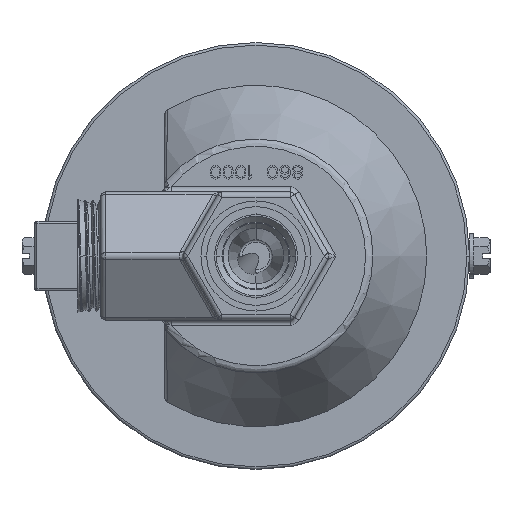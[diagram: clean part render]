
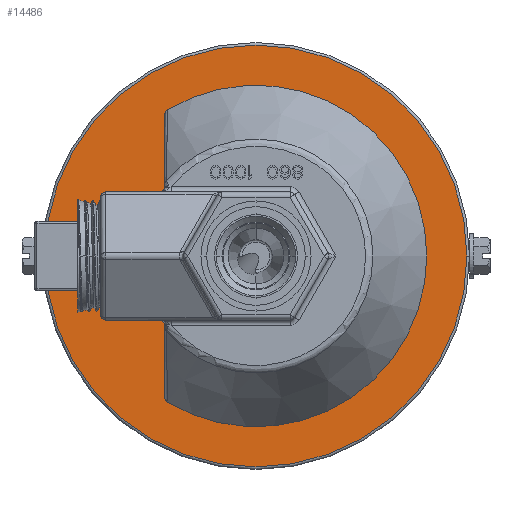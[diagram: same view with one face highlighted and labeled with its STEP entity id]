
A CAD part, front view. The second image highlights one B-rep face of the part: STEP entity #14486.
In plain terms, the highlighted planar face has unit normal (0, -1, 0).
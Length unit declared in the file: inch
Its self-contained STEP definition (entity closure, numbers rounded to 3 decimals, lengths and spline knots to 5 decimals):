
#1103=DIRECTION('',(-1.,0.,0.));
#1104=VECTOR('',#1103,0.63);
#1105=CARTESIAN_POINT('',(-1.13,1.14088,-0.75));
#1106=LINE('',#1105,#1104);
#1185=CARTESIAN_POINT('',(-1.07,1.14088,1.64488));
#1186=CARTESIAN_POINT('',(-1.07,1.14088,1.65503));
#1187=CARTESIAN_POINT('',(-1.06657,1.14088,1.67334));
#1188=CARTESIAN_POINT('',(-1.05518,1.14088,1.69471));
#1189=CARTESIAN_POINT('',(-1.0438,1.14088,1.70545));
#1190=CARTESIAN_POINT('',(-1.03695,1.14088,1.7096));
#1459=DIRECTION('',(0.,0.,1.));
#1460=VECTOR('',#1459,1.38);
#1461=CARTESIAN_POINT('',(-1.82,1.14088,-0.69));
#1462=LINE('',#1461,#1460);
#1528=CARTESIAN_POINT('',(0.,1.14088,0.));
#1529=DIRECTION('',(0.,1.,0.));
#1530=DIRECTION('',(-1.,0.,0.));
#1531=AXIS2_PLACEMENT_3D('',#1528,#1529,#1530);
#1533=CARTESIAN_POINT('',(0.,1.14088,0.));
#1534=DIRECTION('',(0.,1.,0.));
#1535=DIRECTION('',(1.,0.,0.));
#1536=AXIS2_PLACEMENT_3D('',#1533,#1534,#1535);
#1538=CARTESIAN_POINT('',(-1.76,1.14088,-0.69));
#1539=DIRECTION('',(0.,-1.,0.));
#1540=DIRECTION('',(-1.,0.,0.));
#1541=AXIS2_PLACEMENT_3D('',#1538,#1539,#1540);
#1543=CARTESIAN_POINT('',(-1.13,1.14088,-0.81));
#1544=DIRECTION('',(0.,1.,0.));
#1545=DIRECTION('',(0.,0.,1.));
#1546=AXIS2_PLACEMENT_3D('',#1543,#1544,#1545);
#1548=CARTESIAN_POINT('',(0.,1.14088,0.));
#1549=DIRECTION('',(0.,-1.,0.));
#1550=DIRECTION('',(-0.519,0.,-0.855));
#1551=AXIS2_PLACEMENT_3D('',#1548,#1549,#1550);
#1553=CARTESIAN_POINT('',(0.,1.14088,0.));
#1554=DIRECTION('',(0.,-1.,0.));
#1555=DIRECTION('',(1.,0.,0.));
#1556=AXIS2_PLACEMENT_3D('',#1553,#1554,#1555);
#1558=CARTESIAN_POINT('',(-1.13,1.14088,0.81));
#1559=DIRECTION('',(0.,1.,0.));
#1560=DIRECTION('',(1.,0.,0.));
#1561=AXIS2_PLACEMENT_3D('',#1558,#1559,#1560);
#1563=CARTESIAN_POINT('',(-1.76,1.14088,0.69));
#1564=DIRECTION('',(0.,-1.,0.));
#1565=DIRECTION('',(0.,0.,1.));
#1566=AXIS2_PLACEMENT_3D('',#1563,#1564,#1565);
#7289=DIRECTION('',(0.,0.,1.));
#7290=VECTOR('',#7289,0.83488);
#7291=CARTESIAN_POINT('',(-1.07,1.14088,
-1.64488));
#7292=LINE('',#7291,#7290);
#7307=CARTESIAN_POINT('',(-1.03695,1.14088,
-1.7096));
#7308=CARTESIAN_POINT('',(-1.04197,1.14088,
-1.70656));
#7309=CARTESIAN_POINT('',(-1.05084,1.14088,
-1.69907));
#7310=CARTESIAN_POINT('',(-1.06107,1.14088,
-1.68454));
#7311=CARTESIAN_POINT('',(-1.06815,1.14088,
-1.66631));
#7312=CARTESIAN_POINT('',(-1.07,1.14088,
-1.65236));
#7313=CARTESIAN_POINT('',(-1.07,1.14088,
-1.64488));
#7348=DIRECTION('',(0.,0.,1.));
#7349=VECTOR('',#7348,0.83488);
#7350=CARTESIAN_POINT('',(-1.07,1.14088,0.81));
#7351=LINE('',#7350,#7349);
#7371=DIRECTION('',(1.,0.,0.));
#7372=VECTOR('',#7371,0.63);
#7373=CARTESIAN_POINT('',(-1.76,1.14088,0.75));
#7374=LINE('',#7373,#7372);
#11167=CARTESIAN_POINT('',(-2.47,1.14088,0.));
#11168=VERTEX_POINT('',#11167);
#11169=CARTESIAN_POINT('',(2.47,1.14088,0.));
#11170=VERTEX_POINT('',#11169);
#11171=CARTESIAN_POINT('',(-1.13,1.14088,-0.75));
#11172=CARTESIAN_POINT('',(-1.76,1.14088,-0.75));
#11173=VERTEX_POINT('',#11171);
#11174=VERTEX_POINT('',#11172);
#11175=CARTESIAN_POINT('',(-1.07,1.14088,-0.81));
#11176=VERTEX_POINT('',#11175);
#11177=CARTESIAN_POINT('',(-1.07,1.14088,
-1.64488));
#11178=VERTEX_POINT('',#11177);
#11179=CARTESIAN_POINT('',(-1.03695,1.14088,
-1.7096));
#11180=CARTESIAN_POINT('',(1.9995,1.14088,0.));
#11181=VERTEX_POINT('',#11179);
#11182=VERTEX_POINT('',#11180);
#11183=CARTESIAN_POINT('',(-1.03695,1.14088,
1.7096));
#11184=VERTEX_POINT('',#11183);
#11185=CARTESIAN_POINT('',(-1.07,1.14088,0.81));
#11186=CARTESIAN_POINT('',(-1.07,1.14088,
1.64488));
#11187=VERTEX_POINT('',#11185);
#11188=VERTEX_POINT('',#11186);
#11189=CARTESIAN_POINT('',(-1.13,1.14088,0.75));
#11190=VERTEX_POINT('',#11189);
#11191=CARTESIAN_POINT('',(-1.76,1.14088,0.75));
#11192=VERTEX_POINT('',#11191);
#11197=CARTESIAN_POINT('',(-1.82,1.14088,-0.69));
#11198=VERTEX_POINT('',#11197);
#11199=CARTESIAN_POINT('',(-1.82,1.14088,0.69));
#11200=VERTEX_POINT('',#11199);
#14453=CARTESIAN_POINT('',(0.,1.14088,0.));
#14454=DIRECTION('',(0.,1.,0.));
#14455=DIRECTION('',(-1.,0.,0.));
#14456=AXIS2_PLACEMENT_3D('',#14453,#14454,#14455);
#14457=PLANE('',#14456);
#14459=ORIENTED_EDGE('',*,*,#14458,.T.);
#14461=ORIENTED_EDGE('',*,*,#14460,.T.);
#14462=EDGE_LOOP('',(#14459,#14461));
#14463=FACE_OUTER_BOUND('',#14462,.F.);
#14464=ORIENTED_EDGE('',*,*,#14410,.F.);
#14465=ORIENTED_EDGE('',*,*,#14436,.T.);
#14466=ORIENTED_EDGE('',*,*,#13583,.F.);
#14468=ORIENTED_EDGE('',*,*,#14467,.T.);
#14470=ORIENTED_EDGE('',*,*,#14469,.F.);
#14472=ORIENTED_EDGE('',*,*,#14471,.F.);
#14473=ORIENTED_EDGE('',*,*,#13780,.T.);
#14474=ORIENTED_EDGE('',*,*,#13778,.T.);
#14475=ORIENTED_EDGE('',*,*,#13829,.F.);
#14477=ORIENTED_EDGE('',*,*,#14476,.F.);
#14479=ORIENTED_EDGE('',*,*,#14478,.T.);
#14481=ORIENTED_EDGE('',*,*,#14480,.F.);
#14483=ORIENTED_EDGE('',*,*,#14482,.T.);
#14484=EDGE_LOOP('',(#14464,#14465,#14466,#14468,#14470,#14472,#14473,#14474,
#14475,#14477,#14479,#14481,#14483));
#14485=FACE_BOUND('',#14484,.F.);
#14486=ADVANCED_FACE('',(#14463,#14485),#14457,.F.);
#1191=B_SPLINE_CURVE_WITH_KNOTS('',3,(#1185,#1186,#1187,#1188,#1189,#1190),
.UNSPECIFIED.,.F.,.F.,(4,1,1,4),(0.,0.33333,0.66667,1.),
.UNSPECIFIED.);
#1532=CIRCLE('',#1531,2.47);
#1537=CIRCLE('',#1536,2.47);
#1542=CIRCLE('',#1541,0.06);
#1547=CIRCLE('',#1546,0.06);
#1552=CIRCLE('',#1551,1.9995);
#1557=CIRCLE('',#1556,1.9995);
#1562=CIRCLE('',#1561,0.06);
#1567=CIRCLE('',#1566,0.06);
#7314=B_SPLINE_CURVE_WITH_KNOTS('',3,(#7307,#7308,#7309,#7310,#7311,#7312,
#7313),.UNSPECIFIED.,.F.,.F.,(4,1,1,1,4),(0.,0.25,0.5,0.75,1.),
.UNSPECIFIED.);
#13583=EDGE_CURVE('',#11173,#11174,#1106,.T.);
#13778=EDGE_CURVE('',#11182,#11184,#1557,.T.);
#13780=EDGE_CURVE('',#11181,#11182,#1552,.T.);
#13829=EDGE_CURVE('',#11188,#11184,#1191,.T.);
#14410=EDGE_CURVE('',#11198,#11200,#1462,.T.);
#14436=EDGE_CURVE('',#11198,#11174,#1542,.T.);
#14458=EDGE_CURVE('',#11168,#11170,#1532,.T.);
#14460=EDGE_CURVE('',#11170,#11168,#1537,.T.);
#14467=EDGE_CURVE('',#11173,#11176,#1547,.T.);
#14469=EDGE_CURVE('',#11178,#11176,#7292,.T.);
#14471=EDGE_CURVE('',#11181,#11178,#7314,.T.);
#14476=EDGE_CURVE('',#11187,#11188,#7351,.T.);
#14478=EDGE_CURVE('',#11187,#11190,#1562,.T.);
#14480=EDGE_CURVE('',#11192,#11190,#7374,.T.);
#14482=EDGE_CURVE('',#11192,#11200,#1567,.T.);
